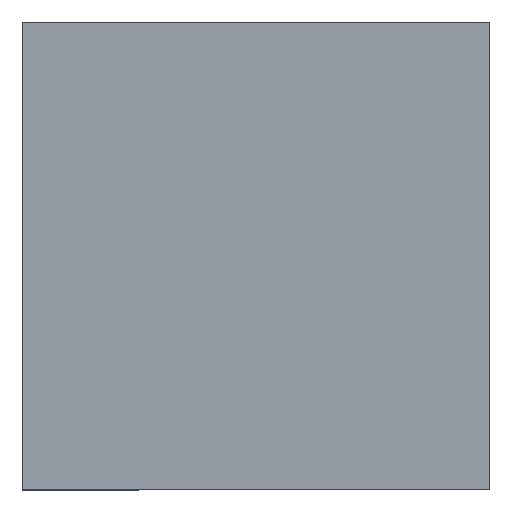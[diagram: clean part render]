
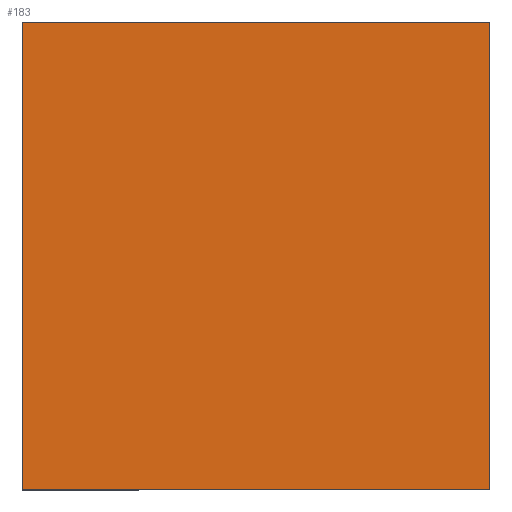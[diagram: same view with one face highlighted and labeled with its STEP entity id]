
A CAD part, top view. The second image highlights one B-rep face of the part: STEP entity #183.
In plain terms, the highlighted planar face has unit normal (0, 0, 1).
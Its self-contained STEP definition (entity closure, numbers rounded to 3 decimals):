
#2 = EDGE_LOOP ( 'NONE', ( #92, #162, #70, #18 ) ) ;
#4 = VECTOR ( 'NONE', #202, 1000. ) ;
#14 = CARTESIAN_POINT ( 'NONE',  ( -5.5, -5.5, 2.5 ) ) ;
#16 = EDGE_CURVE ( 'NONE', #204, #34, #134, .T. ) ;
#18 = ORIENTED_EDGE ( 'NONE', *, *, #111, .T. ) ;
#20 = LINE ( 'NONE', #58, #88 ) ;
#33 = FACE_OUTER_BOUND ( 'NONE', #2, .T. ) ;
#34 = VERTEX_POINT ( 'NONE', #93 ) ;
#49 = CARTESIAN_POINT ( 'NONE',  ( 5.5, 5.5, 2.5 ) ) ;
#53 = EDGE_CURVE ( 'NONE', #184, #191, #20, .T. ) ;
#58 = CARTESIAN_POINT ( 'NONE',  ( 5.5, 5.5, 2.5 ) ) ;
#69 = CARTESIAN_POINT ( 'NONE',  ( 5.5, -5.5, 2.5 ) ) ;
#70 = ORIENTED_EDGE ( 'NONE', *, *, #53, .T. ) ;
#80 = LINE ( 'NONE', #230, #165 ) ;
#85 = CARTESIAN_POINT ( 'NONE',  ( -5.5, -5.5, 2.5 ) ) ;
#88 = VECTOR ( 'NONE', #137, 1000. ) ;
#92 = ORIENTED_EDGE ( 'NONE', *, *, #16, .T. ) ;
#93 = CARTESIAN_POINT ( 'NONE',  ( -5.5, -5.5, 2.5 ) ) ;
#108 = AXIS2_PLACEMENT_3D ( 'NONE', #85, #215, #161 ) ;
#111 = EDGE_CURVE ( 'NONE', #191, #204, #80, .T. ) ;
#114 = DIRECTION ( 'NONE',  ( 0., -1., 0. ) ) ;
#126 = PLANE ( 'NONE',  #108 ) ;
#134 = LINE ( 'NONE', #208, #224 ) ;
#137 = DIRECTION ( 'NONE',  ( 0., 1., 0. ) ) ;
#144 = CARTESIAN_POINT ( 'NONE',  ( -5.5, 5.5, 2.5 ) ) ;
#146 = LINE ( 'NONE', #14, #4 ) ;
#161 = DIRECTION ( 'NONE',  ( 1., 0., 0. ) ) ;
#162 = ORIENTED_EDGE ( 'NONE', *, *, #203, .T. ) ;
#165 = VECTOR ( 'NONE', #173, 1000. ) ;
#173 = DIRECTION ( 'NONE',  ( -1., 0., 0. ) ) ;
#183 = ADVANCED_FACE ( 'NONE', ( #33 ), #126, .T. ) ;
#184 = VERTEX_POINT ( 'NONE', #69 ) ;
#191 = VERTEX_POINT ( 'NONE', #49 ) ;
#202 = DIRECTION ( 'NONE',  ( 1., 0., 0. ) ) ;
#203 = EDGE_CURVE ( 'NONE', #34, #184, #146, .T. ) ;
#204 = VERTEX_POINT ( 'NONE', #144 ) ;
#208 = CARTESIAN_POINT ( 'NONE',  ( -5.5, 5.5, 2.5 ) ) ;
#215 = DIRECTION ( 'NONE',  ( 0., 0., 1. ) ) ;
#224 = VECTOR ( 'NONE', #114, 1000. ) ;
#230 = CARTESIAN_POINT ( 'NONE',  ( -5.5, 5.5, 2.5 ) ) ;
